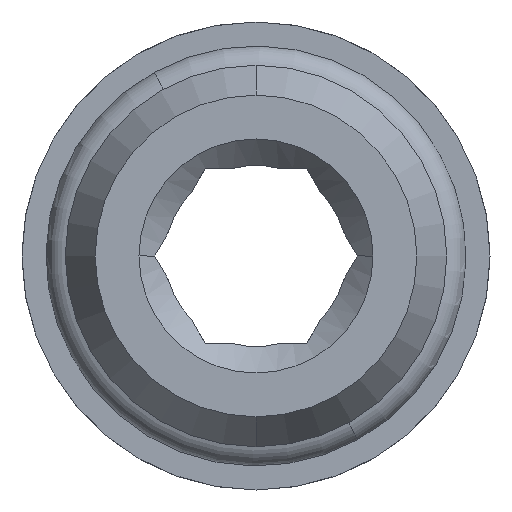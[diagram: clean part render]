
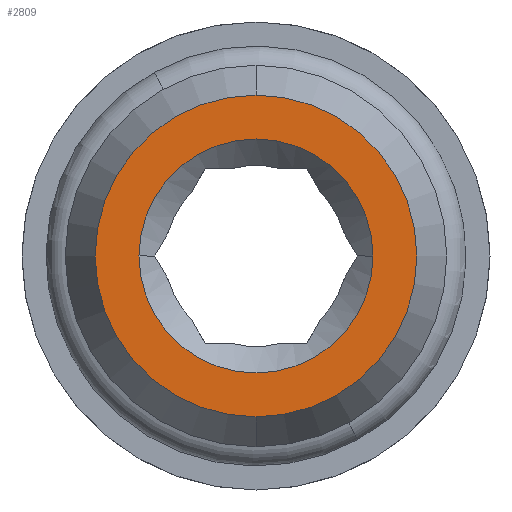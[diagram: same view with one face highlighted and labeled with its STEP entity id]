
A CAD part, front view. The second image highlights one B-rep face of the part: STEP entity #2809.
In plain terms, the highlighted planar face has unit normal (0, -1, 0).
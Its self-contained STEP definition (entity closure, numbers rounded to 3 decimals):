
#41 = FACE_OUTER_BOUND ( 'NONE', #65, .T. ) ;
#65 = EDGE_LOOP ( 'NONE', ( #1785, #3438 ) ) ;
#332 = PLANE ( 'NONE',  #1285 ) ;
#354 = DIRECTION ( 'NONE',  ( 0., 0., -1. ) ) ;
#432 = CIRCLE ( 'NONE', #1048, 5.5 ) ;
#527 = VERTEX_POINT ( 'NONE', #1117 ) ;
#539 = CIRCLE ( 'NONE', #1973, 5.5 ) ;
#610 = DIRECTION ( 'NONE',  ( 1., 0., 0. ) ) ;
#834 = CARTESIAN_POINT ( 'NONE',  ( -4., 0., 0. ) ) ;
#1009 = DIRECTION ( 'NONE',  ( 0., -1., 0. ) ) ;
#1048 = AXIS2_PLACEMENT_3D ( 'NONE', #2385, #1009, #1300 ) ;
#1099 = CARTESIAN_POINT ( 'NONE',  ( 0., 0., 5.5 ) ) ;
#1117 = CARTESIAN_POINT ( 'NONE',  ( 0., 0., -5.5 ) ) ;
#1131 = VERTEX_POINT ( 'NONE', #3347 ) ;
#1280 = VERTEX_POINT ( 'NONE', #834 ) ;
#1285 = AXIS2_PLACEMENT_3D ( 'NONE', #2391, #1828, #354 ) ;
#1300 = DIRECTION ( 'NONE',  ( 0., 0., -1. ) ) ;
#1364 = DIRECTION ( 'NONE',  ( 0., -1., 0. ) ) ;
#1519 = DIRECTION ( 'NONE',  ( 0., 0., -1. ) ) ;
#1546 = CIRCLE ( 'NONE', #3113, 4. ) ;
#1589 = CARTESIAN_POINT ( 'NONE',  ( 0., 0., 0. ) ) ;
#1785 = ORIENTED_EDGE ( 'NONE', *, *, #1830, .T. ) ;
#1828 = DIRECTION ( 'NONE',  ( 0., -1., 0. ) ) ;
#1830 = EDGE_CURVE ( 'NONE', #2684, #527, #539, .T. ) ;
#1904 = DIRECTION ( 'NONE',  ( 1., 0., 0. ) ) ;
#1973 = AXIS2_PLACEMENT_3D ( 'NONE', #2495, #3628, #1519 ) ;
#2292 = CIRCLE ( 'NONE', #2352, 4. ) ;
#2352 = AXIS2_PLACEMENT_3D ( 'NONE', #3250, #2392, #610 ) ;
#2385 = CARTESIAN_POINT ( 'NONE',  ( 0., 0., 0. ) ) ;
#2391 = CARTESIAN_POINT ( 'NONE',  ( 0., 0., 0. ) ) ;
#2392 = DIRECTION ( 'NONE',  ( 0., -1., 0. ) ) ;
#2495 = CARTESIAN_POINT ( 'NONE',  ( 0., 0., 0. ) ) ;
#2651 = FACE_BOUND ( 'NONE', #2950, .T. ) ;
#2684 = VERTEX_POINT ( 'NONE', #1099 ) ;
#2809 = ADVANCED_FACE ( 'NONE', ( #2651, #41 ), #332, .T. ) ;
#2875 = EDGE_CURVE ( 'NONE', #1131, #1280, #1546, .T. ) ;
#2950 = EDGE_LOOP ( 'NONE', ( #3722, #3399 ) ) ;
#3113 = AXIS2_PLACEMENT_3D ( 'NONE', #1589, #1364, #1904 ) ;
#3250 = CARTESIAN_POINT ( 'NONE',  ( 0., 0., 0. ) ) ;
#3347 = CARTESIAN_POINT ( 'NONE',  ( 4., 0., 0. ) ) ;
#3369 = EDGE_CURVE ( 'NONE', #527, #2684, #432, .T. ) ;
#3399 = ORIENTED_EDGE ( 'NONE', *, *, #3599, .F. ) ;
#3438 = ORIENTED_EDGE ( 'NONE', *, *, #3369, .T. ) ;
#3599 = EDGE_CURVE ( 'NONE', #1280, #1131, #2292, .T. ) ;
#3628 = DIRECTION ( 'NONE',  ( 0., -1., 0. ) ) ;
#3722 = ORIENTED_EDGE ( 'NONE', *, *, #2875, .F. ) ;
